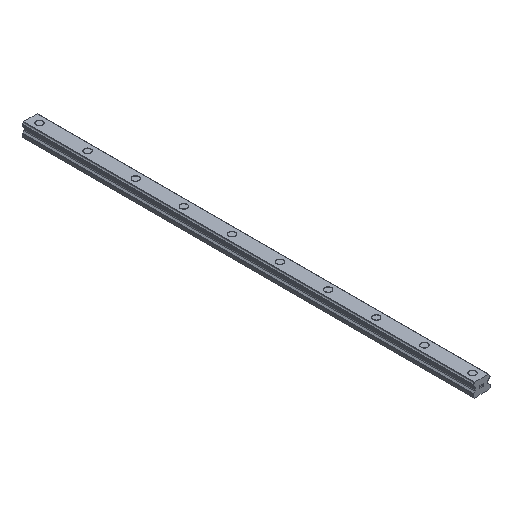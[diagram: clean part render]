
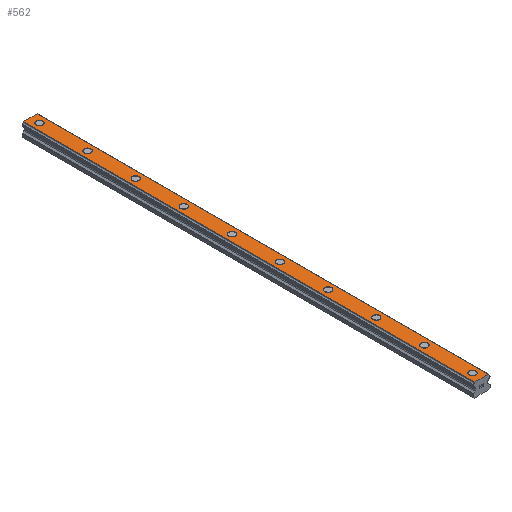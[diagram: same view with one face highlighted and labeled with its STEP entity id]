
A CAD part, isometric view. The second image highlights one B-rep face of the part: STEP entity #562.
In plain terms, the highlighted planar face has unit normal (0, 0, 1).
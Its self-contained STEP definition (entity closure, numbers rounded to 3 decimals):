
#562=ADVANCED_FACE('',(#1152,#1153,#1154,#1155,#1156,#1157,#1158,#1159,#1160,#1161,#1162),#1163,.T.);
#1152=FACE_BOUND('',#1773,.T.);
#1153=FACE_BOUND('',#1774,.T.);
#1154=FACE_BOUND('',#1775,.T.);
#1155=FACE_BOUND('',#1776,.T.);
#1156=FACE_BOUND('',#1777,.T.);
#1157=FACE_BOUND('',#1778,.T.);
#1158=FACE_BOUND('',#1779,.T.);
#1159=FACE_BOUND('',#1780,.T.);
#1160=FACE_BOUND('',#1781,.T.);
#1161=FACE_BOUND('',#1782,.T.);
#1162=FACE_OUTER_BOUND('',#1783,.T.);
#1163=PLANE('',#1784);
#1773=EDGE_LOOP('',(#3364,#3365));
#1774=EDGE_LOOP('',(#3366,#3367));
#1775=EDGE_LOOP('',(#3368,#3369));
#1776=EDGE_LOOP('',(#3370,#3371));
#1777=EDGE_LOOP('',(#3372,#3373));
#1778=EDGE_LOOP('',(#3374,#3375));
#1779=EDGE_LOOP('',(#3376,#3377));
#1780=EDGE_LOOP('',(#3378,#3379));
#1781=EDGE_LOOP('',(#3380,#3381));
#1782=EDGE_LOOP('',(#3382,#3383));
#1783=EDGE_LOOP('',(#3384,#3385,#3386,#3387));
#1784=AXIS2_PLACEMENT_3D('',#3388,#3389,#3390);
#3364=ORIENTED_EDGE('',*,*,#3669,.T.);
#3365=ORIENTED_EDGE('',*,*,#4101,.T.);
#3366=ORIENTED_EDGE('',*,*,#3659,.T.);
#3367=ORIENTED_EDGE('',*,*,#4107,.T.);
#3368=ORIENTED_EDGE('',*,*,#3649,.T.);
#3369=ORIENTED_EDGE('',*,*,#4113,.T.);
#3370=ORIENTED_EDGE('',*,*,#3639,.T.);
#3371=ORIENTED_EDGE('',*,*,#4119,.T.);
#3372=ORIENTED_EDGE('',*,*,#3629,.T.);
#3373=ORIENTED_EDGE('',*,*,#4125,.T.);
#3374=ORIENTED_EDGE('',*,*,#3619,.T.);
#3375=ORIENTED_EDGE('',*,*,#4131,.T.);
#3376=ORIENTED_EDGE('',*,*,#3609,.T.);
#3377=ORIENTED_EDGE('',*,*,#4137,.T.);
#3378=ORIENTED_EDGE('',*,*,#3599,.T.);
#3379=ORIENTED_EDGE('',*,*,#4143,.T.);
#3380=ORIENTED_EDGE('',*,*,#3589,.T.);
#3381=ORIENTED_EDGE('',*,*,#4149,.T.);
#3382=ORIENTED_EDGE('',*,*,#3579,.T.);
#3383=ORIENTED_EDGE('',*,*,#4155,.T.);
#3384=ORIENTED_EDGE('',*,*,#4083,.T.);
#3385=ORIENTED_EDGE('',*,*,#4196,.F.);
#3386=ORIENTED_EDGE('',*,*,#3955,.F.);
#3387=ORIENTED_EDGE('',*,*,#4194,.T.);
#3388=CARTESIAN_POINT('',(0.,750.0,23.));
#3389=DIRECTION('',(0.0,0.0,1.0));
#3390=DIRECTION('',(-1.0,0.0,-0.0));
#3579=EDGE_CURVE('',#4250,#4247,#4251,.T.);
#3589=EDGE_CURVE('',#4268,#4265,#4269,.T.);
#3599=EDGE_CURVE('',#4286,#4283,#4287,.T.);
#3609=EDGE_CURVE('',#4304,#4301,#4305,.T.);
#3619=EDGE_CURVE('',#4322,#4319,#4323,.T.);
#3629=EDGE_CURVE('',#4340,#4337,#4341,.T.);
#3639=EDGE_CURVE('',#4358,#4355,#4359,.T.);
#3649=EDGE_CURVE('',#4376,#4373,#4377,.T.);
#3659=EDGE_CURVE('',#4394,#4391,#4395,.T.);
#3669=EDGE_CURVE('',#4412,#4409,#4413,.T.);
#3955=EDGE_CURVE('',#4833,#4835,#4836,.T.);
#4083=EDGE_CURVE('',#5046,#5044,#5047,.T.);
#4101=EDGE_CURVE('',#4409,#4412,#5080,.T.);
#4107=EDGE_CURVE('',#4391,#4394,#5086,.T.);
#4113=EDGE_CURVE('',#4373,#4376,#5092,.T.);
#4119=EDGE_CURVE('',#4355,#4358,#5098,.T.);
#4125=EDGE_CURVE('',#4337,#4340,#5104,.T.);
#4131=EDGE_CURVE('',#4319,#4322,#5110,.T.);
#4137=EDGE_CURVE('',#4301,#4304,#5116,.T.);
#4143=EDGE_CURVE('',#4283,#4286,#5122,.T.);
#4149=EDGE_CURVE('',#4265,#4268,#5128,.T.);
#4155=EDGE_CURVE('',#4247,#4250,#5134,.T.);
#4194=EDGE_CURVE('',#4833,#5046,#5173,.T.);
#4196=EDGE_CURVE('',#4835,#5044,#5175,.T.);
#4247=VERTEX_POINT('',#5228);
#4250=VERTEX_POINT('',#5232);
#4251=CIRCLE('',#5233,5.5);
#4265=VERTEX_POINT('',#5250);
#4268=VERTEX_POINT('',#5254);
#4269=CIRCLE('',#5255,5.5);
#4283=VERTEX_POINT('',#5272);
#4286=VERTEX_POINT('',#5276);
#4287=CIRCLE('',#5277,5.5);
#4301=VERTEX_POINT('',#5294);
#4304=VERTEX_POINT('',#5298);
#4305=CIRCLE('',#5299,5.5);
#4319=VERTEX_POINT('',#5316);
#4322=VERTEX_POINT('',#5320);
#4323=CIRCLE('',#5321,5.5);
#4337=VERTEX_POINT('',#5338);
#4340=VERTEX_POINT('',#5342);
#4341=CIRCLE('',#5343,5.5);
#4355=VERTEX_POINT('',#5360);
#4358=VERTEX_POINT('',#5364);
#4359=CIRCLE('',#5365,5.5);
#4373=VERTEX_POINT('',#5382);
#4376=VERTEX_POINT('',#5386);
#4377=CIRCLE('',#5387,5.5);
#4391=VERTEX_POINT('',#5404);
#4394=VERTEX_POINT('',#5408);
#4395=CIRCLE('',#5409,5.5);
#4409=VERTEX_POINT('',#5426);
#4412=VERTEX_POINT('',#5430);
#4413=CIRCLE('',#5431,5.5);
#4833=VERTEX_POINT('',#5994);
#4835=VERTEX_POINT('',#5997);
#4836=LINE('',#5998,#5999);
#5044=VERTEX_POINT('',#6291);
#5046=VERTEX_POINT('',#6294);
#5047=LINE('',#6295,#6296);
#5080=CIRCLE('',#6336,5.5);
#5086=CIRCLE('',#6342,5.5);
#5092=CIRCLE('',#6348,5.5);
#5098=CIRCLE('',#6354,5.5);
#5104=CIRCLE('',#6360,5.5);
#5110=CIRCLE('',#6366,5.5);
#5116=CIRCLE('',#6372,5.5);
#5122=CIRCLE('',#6378,5.5);
#5128=CIRCLE('',#6384,5.5);
#5134=CIRCLE('',#6390,5.5);
#5173=LINE('',#6446,#6447);
#5175=LINE('',#6449,#6450);
#5228=CARTESIAN_POINT('',(5.5,15.0,23.));
#5232=CARTESIAN_POINT('',(-5.5,15.0,23.));
#5233=AXIS2_PLACEMENT_3D('',#6519,#6520,#6521);
#5250=CARTESIAN_POINT('',(5.5,95.0,23.));
#5254=CARTESIAN_POINT('',(-5.5,95.0,23.));
#5255=AXIS2_PLACEMENT_3D('',#6535,#6536,#6537);
#5272=CARTESIAN_POINT('',(5.5,175.0,23.));
#5276=CARTESIAN_POINT('',(-5.5,175.0,23.));
#5277=AXIS2_PLACEMENT_3D('',#6551,#6552,#6553);
#5294=CARTESIAN_POINT('',(5.5,255.0,23.));
#5298=CARTESIAN_POINT('',(-5.5,255.0,23.));
#5299=AXIS2_PLACEMENT_3D('',#6567,#6568,#6569);
#5316=CARTESIAN_POINT('',(5.5,335.0,23.));
#5320=CARTESIAN_POINT('',(-5.5,335.0,23.));
#5321=AXIS2_PLACEMENT_3D('',#6583,#6584,#6585);
#5338=CARTESIAN_POINT('',(5.5,415.0,23.));
#5342=CARTESIAN_POINT('',(-5.5,415.0,23.));
#5343=AXIS2_PLACEMENT_3D('',#6599,#6600,#6601);
#5360=CARTESIAN_POINT('',(5.5,495.0,23.));
#5364=CARTESIAN_POINT('',(-5.5,495.0,23.));
#5365=AXIS2_PLACEMENT_3D('',#6615,#6616,#6617);
#5382=CARTESIAN_POINT('',(5.5,575.0,23.));
#5386=CARTESIAN_POINT('',(-5.5,575.0,23.));
#5387=AXIS2_PLACEMENT_3D('',#6631,#6632,#6633);
#5404=CARTESIAN_POINT('',(5.5,655.0,23.));
#5408=CARTESIAN_POINT('',(-5.5,655.0,23.));
#5409=AXIS2_PLACEMENT_3D('',#6647,#6648,#6649);
#5426=CARTESIAN_POINT('',(5.5,735.0,23.));
#5430=CARTESIAN_POINT('',(-5.5,735.0,23.));
#5431=AXIS2_PLACEMENT_3D('',#6663,#6664,#6665);
#5994=CARTESIAN_POINT('',(-11.386,750.0,23.));
#5997=CARTESIAN_POINT('',(11.386,750.0,23.));
#5998=CARTESIAN_POINT('',(-11.386,750.0,23.));
#5999=VECTOR('',#6990,1.0);
#6291=CARTESIAN_POINT('',(11.386,0.0,23.));
#6294=CARTESIAN_POINT('',(-11.386,0.0,23.));
#6295=CARTESIAN_POINT('',(-11.386,0.0,23.));
#6296=VECTOR('',#7130,1.0);
#6336=AXIS2_PLACEMENT_3D('',#7165,#7166,#7167);
#6342=AXIS2_PLACEMENT_3D('',#7174,#7175,#7176);
#6348=AXIS2_PLACEMENT_3D('',#7183,#7184,#7185);
#6354=AXIS2_PLACEMENT_3D('',#7192,#7193,#7194);
#6360=AXIS2_PLACEMENT_3D('',#7201,#7202,#7203);
#6366=AXIS2_PLACEMENT_3D('',#7210,#7211,#7212);
#6372=AXIS2_PLACEMENT_3D('',#7219,#7220,#7221);
#6378=AXIS2_PLACEMENT_3D('',#7228,#7229,#7230);
#6384=AXIS2_PLACEMENT_3D('',#7237,#7238,#7239);
#6390=AXIS2_PLACEMENT_3D('',#7246,#7247,#7248);
#6446=CARTESIAN_POINT('',(-11.386,750.0,23.));
#6447=VECTOR('',#7272,1.0);
#6449=CARTESIAN_POINT('',(11.386,750.0,23.));
#6450=VECTOR('',#7273,1.0);
#6519=CARTESIAN_POINT('',(0.0,15.0,23.));
#6520=DIRECTION('',(0.0,0.0,-1.0));
#6521=DIRECTION('',(1.0,0.0,0.0));
#6535=CARTESIAN_POINT('',(0.0,95.0,23.));
#6536=DIRECTION('',(0.0,0.0,-1.0));
#6537=DIRECTION('',(1.0,0.0,0.0));
#6551=CARTESIAN_POINT('',(0.0,175.0,23.));
#6552=DIRECTION('',(0.0,0.0,-1.0));
#6553=DIRECTION('',(1.0,0.0,0.0));
#6567=CARTESIAN_POINT('',(0.0,255.0,23.));
#6568=DIRECTION('',(0.0,0.0,-1.0));
#6569=DIRECTION('',(1.0,0.0,0.0));
#6583=CARTESIAN_POINT('',(0.0,335.0,23.));
#6584=DIRECTION('',(0.0,0.0,-1.0));
#6585=DIRECTION('',(1.0,0.0,0.0));
#6599=CARTESIAN_POINT('',(0.0,415.0,23.));
#6600=DIRECTION('',(0.0,0.0,-1.0));
#6601=DIRECTION('',(1.0,0.0,0.0));
#6615=CARTESIAN_POINT('',(0.0,495.0,23.));
#6616=DIRECTION('',(0.0,0.0,-1.0));
#6617=DIRECTION('',(1.0,0.0,0.0));
#6631=CARTESIAN_POINT('',(0.0,575.0,23.));
#6632=DIRECTION('',(0.0,0.0,-1.0));
#6633=DIRECTION('',(1.0,0.0,0.0));
#6647=CARTESIAN_POINT('',(0.0,655.0,23.));
#6648=DIRECTION('',(0.0,0.0,-1.0));
#6649=DIRECTION('',(1.0,0.0,0.0));
#6663=CARTESIAN_POINT('',(0.0,735.0,23.));
#6664=DIRECTION('',(0.0,0.0,-1.0));
#6665=DIRECTION('',(1.0,0.0,0.0));
#6990=DIRECTION('',(1.0,0.0,0.0));
#7130=DIRECTION('',(1.0,0.0,0.0));
#7165=CARTESIAN_POINT('',(0.0,735.0,23.));
#7166=DIRECTION('',(0.0,0.0,-1.0));
#7167=DIRECTION('',(1.0,0.0,0.0));
#7174=CARTESIAN_POINT('',(0.0,655.0,23.));
#7175=DIRECTION('',(0.0,0.0,-1.0));
#7176=DIRECTION('',(1.0,0.0,0.0));
#7183=CARTESIAN_POINT('',(0.0,575.0,23.));
#7184=DIRECTION('',(0.0,0.0,-1.0));
#7185=DIRECTION('',(1.0,0.0,0.0));
#7192=CARTESIAN_POINT('',(0.0,495.0,23.));
#7193=DIRECTION('',(0.0,0.0,-1.0));
#7194=DIRECTION('',(1.0,0.0,0.0));
#7201=CARTESIAN_POINT('',(0.0,415.0,23.));
#7202=DIRECTION('',(0.0,0.0,-1.0));
#7203=DIRECTION('',(1.0,0.0,0.0));
#7210=CARTESIAN_POINT('',(0.0,335.0,23.));
#7211=DIRECTION('',(0.0,0.0,-1.0));
#7212=DIRECTION('',(1.0,0.0,0.0));
#7219=CARTESIAN_POINT('',(0.0,255.0,23.));
#7220=DIRECTION('',(0.0,0.0,-1.0));
#7221=DIRECTION('',(1.0,0.0,0.0));
#7228=CARTESIAN_POINT('',(0.0,175.0,23.));
#7229=DIRECTION('',(0.0,0.0,-1.0));
#7230=DIRECTION('',(1.0,0.0,0.0));
#7237=CARTESIAN_POINT('',(0.0,95.0,23.));
#7238=DIRECTION('',(0.0,0.0,-1.0));
#7239=DIRECTION('',(1.0,0.0,0.0));
#7246=CARTESIAN_POINT('',(0.0,15.0,23.));
#7247=DIRECTION('',(0.0,0.0,-1.0));
#7248=DIRECTION('',(1.0,0.0,0.0));
#7272=DIRECTION('',(0.0,-1.0,0.0));
#7273=DIRECTION('',(0.0,-1.0,0.0));
